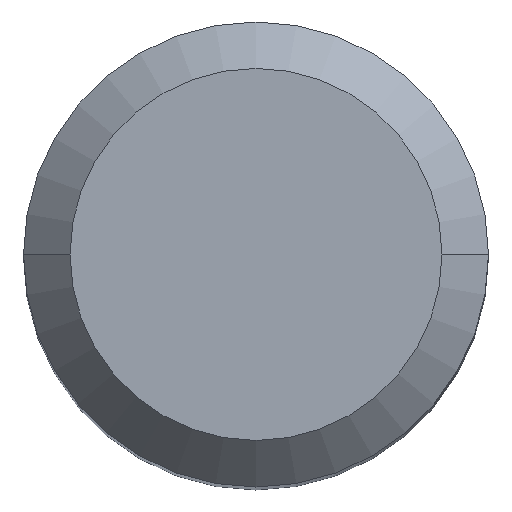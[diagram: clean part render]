
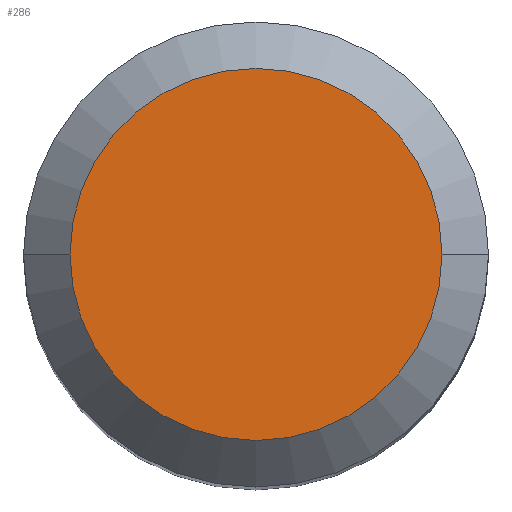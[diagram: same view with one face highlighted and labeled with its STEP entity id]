
A CAD part, top view. The second image highlights one B-rep face of the part: STEP entity #286.
In plain terms, the highlighted planar face has unit normal (0, 0, 1).
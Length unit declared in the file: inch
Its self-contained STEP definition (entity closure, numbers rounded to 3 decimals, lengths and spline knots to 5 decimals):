
#10 = ORIENTED_EDGE ( 'NONE', *, *, #217, .T. ) ;
#13 = CARTESIAN_POINT ( 'NONE',  ( 0., 0., 0. ) ) ;
#33 = FACE_OUTER_BOUND ( 'NONE', #229, .T. ) ;
#61 = DIRECTION ( 'NONE',  ( 0., 0., -1. ) ) ;
#74 = ORIENTED_EDGE ( 'NONE', *, *, #136, .T. ) ;
#86 = CARTESIAN_POINT ( 'NONE',  ( 0., 0., 0. ) ) ;
#90 = DIRECTION ( 'NONE',  ( 1., 0., 0. ) ) ;
#105 = PLANE ( 'NONE',  #219 ) ;
#132 = DIRECTION ( 'NONE',  ( 0., 0., 1. ) ) ;
#136 = EDGE_CURVE ( 'NONE', #230, #182, #415, .T. ) ;
#182 = VERTEX_POINT ( 'NONE', #332 ) ;
#190 = CIRCLE ( 'NONE', #299, 0.18896 ) ;
#217 = EDGE_CURVE ( 'NONE', #182, #230, #190, .T. ) ;
#219 = AXIS2_PLACEMENT_3D ( 'NONE', #305, #61, #258 ) ;
#229 = EDGE_LOOP ( 'NONE', ( #74, #10 ) ) ;
#230 = VERTEX_POINT ( 'NONE', #292 ) ;
#258 = DIRECTION ( 'NONE',  ( -1., 0., 0. ) ) ;
#278 = AXIS2_PLACEMENT_3D ( 'NONE', #13, #330, #90 ) ;
#286 = ADVANCED_FACE ( 'NONE', ( #33 ), #105, .F. ) ;
#287 = DIRECTION ( 'NONE',  ( 1., 0., 0. ) ) ;
#292 = CARTESIAN_POINT ( 'NONE',  ( -0.18896, 0., 0. ) ) ;
#299 = AXIS2_PLACEMENT_3D ( 'NONE', #86, #132, #287 ) ;
#305 = CARTESIAN_POINT ( 'NONE',  ( 0., 0., 0. ) ) ;
#330 = DIRECTION ( 'NONE',  ( 0., 0., 1. ) ) ;
#332 = CARTESIAN_POINT ( 'NONE',  ( 0.18896, 0., 0. ) ) ;
#415 = CIRCLE ( 'NONE', #278, 0.18896 ) ;
